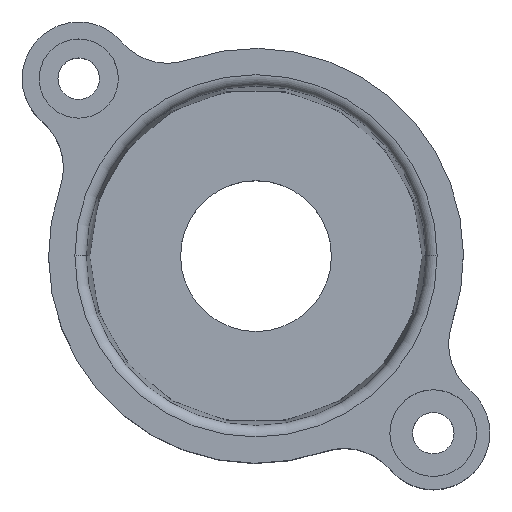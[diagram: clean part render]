
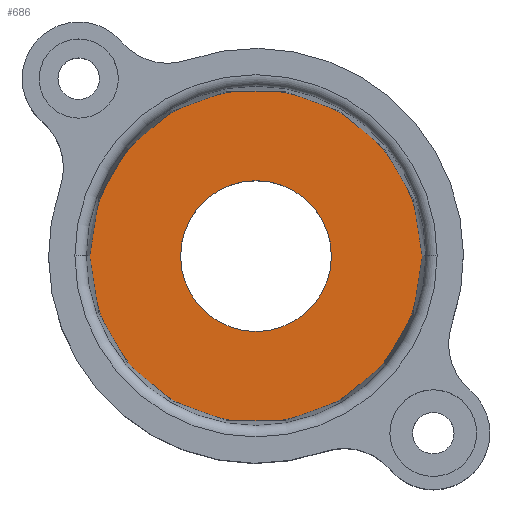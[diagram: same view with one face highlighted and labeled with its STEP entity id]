
A CAD part, top view. The second image highlights one B-rep face of the part: STEP entity #686.
In plain terms, the highlighted planar face has unit normal (0, 0, 1).
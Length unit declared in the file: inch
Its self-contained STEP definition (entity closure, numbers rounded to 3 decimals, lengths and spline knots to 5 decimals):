
#182=CARTESIAN_POINT('',(0.,0.,13.));
#183=DIRECTION('',(0.,0.,1.));
#184=DIRECTION('',(-1.,0.,0.));
#185=AXIS2_PLACEMENT_3D('',#182,#183,#184);
#196=CARTESIAN_POINT('',(0.,0.,13.));
#197=DIRECTION('',(0.,0.,-1.));
#198=DIRECTION('',(-1.,0.,0.));
#199=AXIS2_PLACEMENT_3D('',#196,#197,#198);
#201=CARTESIAN_POINT('',(0.,0.,13.));
#202=DIRECTION('',(0.,0.,1.));
#203=DIRECTION('',(-1.,0.,0.));
#204=AXIS2_PLACEMENT_3D('',#201,#202,#203);
#206=CARTESIAN_POINT('',(0.,0.,13.));
#207=DIRECTION('',(0.,0.,1.));
#208=DIRECTION('',(1.,0.,0.));
#209=AXIS2_PLACEMENT_3D('',#206,#207,#208);
#337=CARTESIAN_POINT('',(-22.05,0.,13.));
#338=CARTESIAN_POINT('',(22.05,0.,13.));
#339=VERTEX_POINT('',#337);
#340=VERTEX_POINT('',#338);
#345=CARTESIAN_POINT('',(-10.,0.,13.));
#346=CARTESIAN_POINT('',(10.,0.,13.));
#347=VERTEX_POINT('',#345);
#348=VERTEX_POINT('',#346);
#671=CARTESIAN_POINT('',(0.,0.,13.));
#672=DIRECTION('',(0.,0.,-1.));
#673=DIRECTION('',(1.,0.,0.));
#674=AXIS2_PLACEMENT_3D('',#671,#672,#673);
#675=PLANE('',#674);
#676=ORIENTED_EDGE('',*,*,#665,.T.);
#677=ORIENTED_EDGE('',*,*,#651,.F.);
#678=EDGE_LOOP('',(#676,#677));
#679=FACE_OUTER_BOUND('',#678,.F.);
#681=ORIENTED_EDGE('',*,*,#680,.T.);
#683=ORIENTED_EDGE('',*,*,#682,.T.);
#684=EDGE_LOOP('',(#681,#683));
#685=FACE_BOUND('',#684,.F.);
#686=ADVANCED_FACE('',(#679,#685),#675,.F.);
#186=CIRCLE('',#185,22.05);
#200=CIRCLE('',#199,22.05);
#205=CIRCLE('',#204,10.);
#210=CIRCLE('',#209,10.);
#651=EDGE_CURVE('',#339,#340,#186,.T.);
#665=EDGE_CURVE('',#339,#340,#200,.T.);
#680=EDGE_CURVE('',#347,#348,#205,.T.);
#682=EDGE_CURVE('',#348,#347,#210,.T.);
